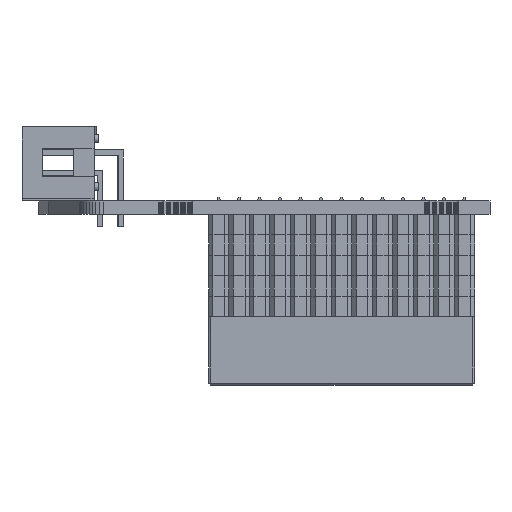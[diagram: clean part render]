
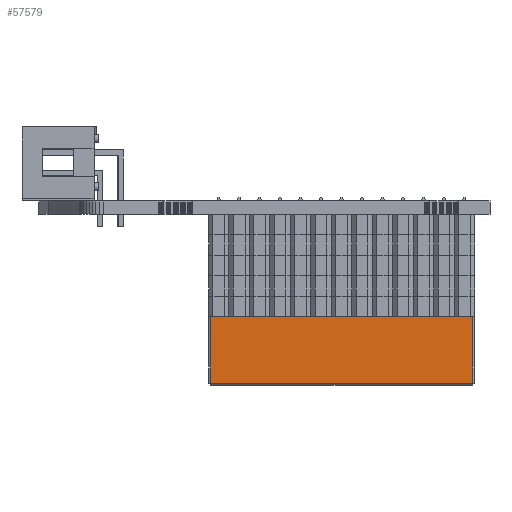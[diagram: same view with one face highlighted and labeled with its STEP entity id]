
A CAD part, front view. The second image highlights one B-rep face of the part: STEP entity #57579.
In plain terms, the highlighted face is planar.
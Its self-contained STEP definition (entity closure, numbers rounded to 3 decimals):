
#56603 = PLANE('',#56604);
#56604 = AXIS2_PLACEMENT_3D('',#56605,#56606,#56607);
#56605 = CARTESIAN_POINT('',(15.24,-1.27,8.5));
#56606 = DIRECTION('',(0.,0.,1.));
#56607 = DIRECTION('',(1.,0.,0.));
#56852 = PLANE('',#56853);
#56853 = AXIS2_PLACEMENT_3D('',#56854,#56855,#56856);
#56854 = CARTESIAN_POINT('',(15.24,1.105,0.125));
#56855 = DIRECTION('',(0.,0.707,-0.707));
#56856 = DIRECTION('',(0.,0.707,0.707));
#56885 = CYLINDRICAL_SURFACE('',#56886,0.25);
#56886 = AXIS2_PLACEMENT_3D('',#56887,#56888,#56889);
#56887 = CARTESIAN_POINT('',(31.5,0.98,0.));
#56888 = DIRECTION('',(0.,0.,1.));
#56889 = DIRECTION('',(0.707,0.707,0.));
#57275 = CYLINDRICAL_SURFACE('',#57276,0.25);
#57276 = AXIS2_PLACEMENT_3D('',#57277,#57278,#57279);
#57277 = CARTESIAN_POINT('',(-1.02,0.98,0.));
#57278 = DIRECTION('',(0.,0.,1.));
#57279 = DIRECTION('',(-0.707,0.707,0.));
#57360 = VERTEX_POINT('',#57361);
#57361 = CARTESIAN_POINT('',(-1.02,1.23,8.5));
#57386 = EDGE_CURVE('',#57360,#57387,#57389,.T.);
#57387 = VERTEX_POINT('',#57388);
#57388 = CARTESIAN_POINT('',(-1.02,1.23,0.25));
#57389 = SURFACE_CURVE('',#57390,(#57394,#57400),.PCURVE_S1.);
#57390 = LINE('',#57391,#57392);
#57391 = CARTESIAN_POINT('',(-1.02,1.23,0.));
#57392 = VECTOR('',#57393,1.);
#57393 = DIRECTION('',(0.,0.,-1.));
#57394 = PCURVE('',#57275,#57395);
#57395 = DEFINITIONAL_REPRESENTATION('',(#57396),#57399);
#57396 = B_SPLINE_CURVE_WITH_KNOTS('',1,(#57397,#57398),.UNSPECIFIED.,
  .F.,.F.,(2,2),(-8.5,-0.25),.PIECEWISE_BEZIER_KNOTS.);
#57397 = CARTESIAN_POINT('',(-0.785,8.5));
#57398 = CARTESIAN_POINT('',(-0.785,0.25));
#57399 = ( GEOMETRIC_REPRESENTATION_CONTEXT(2) 
PARAMETRIC_REPRESENTATION_CONTEXT() REPRESENTATION_CONTEXT('2D SPACE',''
  ) );
#57400 = PCURVE('',#57401,#57406);
#57401 = PLANE('',#57402);
#57402 = AXIS2_PLACEMENT_3D('',#57403,#57404,#57405);
#57403 = CARTESIAN_POINT('',(15.24,1.23,0.));
#57404 = DIRECTION('',(0.,1.,0.));
#57405 = DIRECTION('',(0.,0.,1.));
#57406 = DEFINITIONAL_REPRESENTATION('',(#57407),#57411);
#57407 = LINE('',#57408,#57409);
#57408 = CARTESIAN_POINT('',(0.,-16.26));
#57409 = VECTOR('',#57410,1.);
#57410 = DIRECTION('',(-1.,0.));
#57411 = ( GEOMETRIC_REPRESENTATION_CONTEXT(2) 
PARAMETRIC_REPRESENTATION_CONTEXT() REPRESENTATION_CONTEXT('2D SPACE',''
  ) );
#57486 = EDGE_CURVE('',#57387,#57487,#57489,.T.);
#57487 = VERTEX_POINT('',#57488);
#57488 = CARTESIAN_POINT('',(31.5,1.23,0.25));
#57489 = SURFACE_CURVE('',#57490,(#57494,#57501),.PCURVE_S1.);
#57490 = LINE('',#57491,#57492);
#57491 = CARTESIAN_POINT('',(15.24,1.23,0.25));
#57492 = VECTOR('',#57493,1.);
#57493 = DIRECTION('',(1.,0.,0.));
#57494 = PCURVE('',#56852,#57495);
#57495 = DEFINITIONAL_REPRESENTATION('',(#57496),#57500);
#57496 = LINE('',#57497,#57498);
#57497 = CARTESIAN_POINT('',(0.177,0.));
#57498 = VECTOR('',#57499,1.);
#57499 = DIRECTION('',(0.,1.));
#57500 = ( GEOMETRIC_REPRESENTATION_CONTEXT(2) 
PARAMETRIC_REPRESENTATION_CONTEXT() REPRESENTATION_CONTEXT('2D SPACE',''
  ) );
#57501 = PCURVE('',#57401,#57502);
#57502 = DEFINITIONAL_REPRESENTATION('',(#57503),#57507);
#57503 = LINE('',#57504,#57505);
#57504 = CARTESIAN_POINT('',(0.25,0.));
#57505 = VECTOR('',#57506,1.);
#57506 = DIRECTION('',(0.,1.));
#57507 = ( GEOMETRIC_REPRESENTATION_CONTEXT(2) 
PARAMETRIC_REPRESENTATION_CONTEXT() REPRESENTATION_CONTEXT('2D SPACE',''
  ) );
#57579 = ADVANCED_FACE('',(#57580),#57401,.T.);
#57580 = FACE_BOUND('',#57581,.T.);
#57581 = EDGE_LOOP('',(#57582,#57583,#57606,#57626));
#57582 = ORIENTED_EDGE('',*,*,#57386,.F.);
#57583 = ORIENTED_EDGE('',*,*,#57584,.T.);
#57584 = EDGE_CURVE('',#57360,#57585,#57587,.T.);
#57585 = VERTEX_POINT('',#57586);
#57586 = CARTESIAN_POINT('',(31.5,1.23,8.5));
#57587 = SURFACE_CURVE('',#57588,(#57592,#57599),.PCURVE_S1.);
#57588 = LINE('',#57589,#57590);
#57589 = CARTESIAN_POINT('',(31.75,1.23,8.5));
#57590 = VECTOR('',#57591,1.);
#57591 = DIRECTION('',(1.,0.,0.));
#57592 = PCURVE('',#57401,#57593);
#57593 = DEFINITIONAL_REPRESENTATION('',(#57594),#57598);
#57594 = LINE('',#57595,#57596);
#57595 = CARTESIAN_POINT('',(8.5,16.51));
#57596 = VECTOR('',#57597,1.);
#57597 = DIRECTION('',(0.,1.));
#57598 = ( GEOMETRIC_REPRESENTATION_CONTEXT(2) 
PARAMETRIC_REPRESENTATION_CONTEXT() REPRESENTATION_CONTEXT('2D SPACE',''
  ) );
#57599 = PCURVE('',#56603,#57600);
#57600 = DEFINITIONAL_REPRESENTATION('',(#57601),#57605);
#57601 = LINE('',#57602,#57603);
#57602 = CARTESIAN_POINT('',(16.51,2.5));
#57603 = VECTOR('',#57604,1.);
#57604 = DIRECTION('',(1.,0.));
#57605 = ( GEOMETRIC_REPRESENTATION_CONTEXT(2) 
PARAMETRIC_REPRESENTATION_CONTEXT() REPRESENTATION_CONTEXT('2D SPACE',''
  ) );
#57606 = ORIENTED_EDGE('',*,*,#57607,.F.);
#57607 = EDGE_CURVE('',#57487,#57585,#57608,.T.);
#57608 = SURFACE_CURVE('',#57609,(#57613,#57620),.PCURVE_S1.);
#57609 = LINE('',#57610,#57611);
#57610 = CARTESIAN_POINT('',(31.5,1.23,0.));
#57611 = VECTOR('',#57612,1.);
#57612 = DIRECTION('',(0.,0.,1.));
#57613 = PCURVE('',#57401,#57614);
#57614 = DEFINITIONAL_REPRESENTATION('',(#57615),#57619);
#57615 = LINE('',#57616,#57617);
#57616 = CARTESIAN_POINT('',(0.,16.26));
#57617 = VECTOR('',#57618,1.);
#57618 = DIRECTION('',(1.,0.));
#57619 = ( GEOMETRIC_REPRESENTATION_CONTEXT(2) 
PARAMETRIC_REPRESENTATION_CONTEXT() REPRESENTATION_CONTEXT('2D SPACE',''
  ) );
#57620 = PCURVE('',#56885,#57621);
#57621 = DEFINITIONAL_REPRESENTATION('',(#57622),#57625);
#57622 = B_SPLINE_CURVE_WITH_KNOTS('',1,(#57623,#57624),.UNSPECIFIED.,
  .F.,.F.,(2,2),(0.25,8.5),.PIECEWISE_BEZIER_KNOTS.);
#57623 = CARTESIAN_POINT('',(7.069,0.25));
#57624 = CARTESIAN_POINT('',(7.069,8.5));
#57625 = ( GEOMETRIC_REPRESENTATION_CONTEXT(2) 
PARAMETRIC_REPRESENTATION_CONTEXT() REPRESENTATION_CONTEXT('2D SPACE',''
  ) );
#57626 = ORIENTED_EDGE('',*,*,#57486,.F.);
